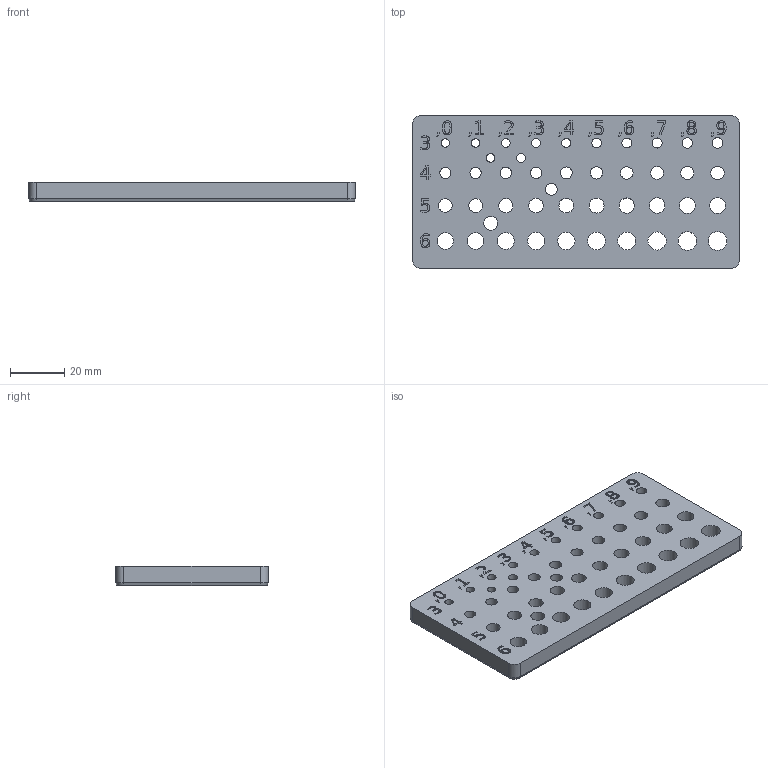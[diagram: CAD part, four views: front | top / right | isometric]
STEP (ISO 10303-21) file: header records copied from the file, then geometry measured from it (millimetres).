
FILE_DESCRIPTION(('FreeCAD Model'),'2;1');
FILE_NAME('Open CASCADE Shape Model','2025-09-01T16:01:50',(''),(''), 'Open CASCADE STEP processor 7.8','FreeCAD','Unknown');
FILE_SCHEMA(('AUTOMOTIVE_DESIGN { 1 0 10303 214 1 1 1 1 }'));
Length unit declared in the file: millimetre
Products named in the file (1): Body
Bounding box: 120 x 56 x 7 mm (x, y, z)
Volume: 40760.8 mm3; surface area: 19076.9 mm2
Topology: 1 solids, 1 shells, 454 faces, 1244 edges, 824 vertices
Faces by surface type: extrusion 216, plane 182, cylinder 48, bspline 4, cone 4
Full cylindrical faces by diameter (mm): 3 x1, 3.1 x1, 3.15 x1, 3.2 x1, 3.25 x1, 3.3 x1, 3.4 x1, 3.5 x1, 3.6 x1, 3.7 x1, 3.8 x1, 3.9 x1, 4 x1, 4.1 x1, 4.2 x1, 4.3 x1, 4.35 x1, 4.4 x1, 4.5 x1, 4.6 x1, 4.7 x1, 4.8 x1, 4.9 x1, 5 x1, 5.1 x1, 5.15 x1, 5.2 x1, 5.3 x1, 5.4 x1, 5.5 x1
Entity records: 14855 total; most frequent: CARTESIAN_POINT 3922, ORIENTED_EDGE 2488, DIRECTION 1583, EDGE_CURVE 1244, VECTOR 921, VERTEX_POINT 824, LINE 705, B_SPLINE_CURVE_WITH_KNOTS 659
